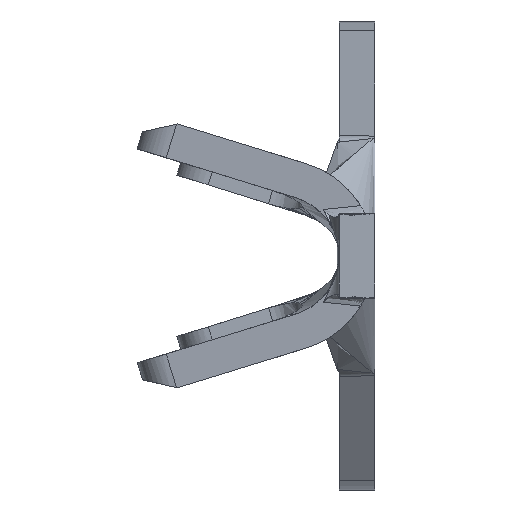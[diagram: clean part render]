
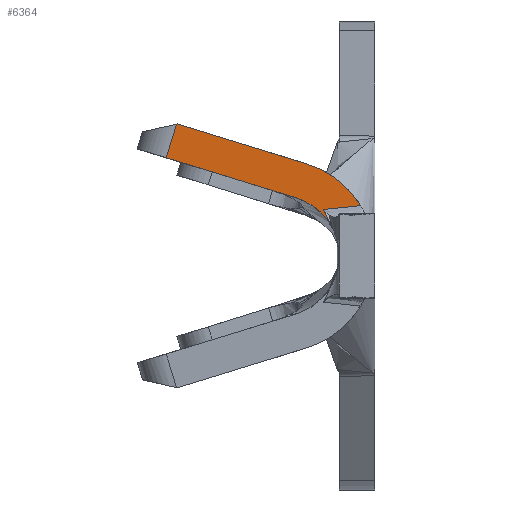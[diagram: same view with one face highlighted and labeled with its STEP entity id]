
A CAD part, left-side view. The second image highlights one B-rep face of the part: STEP entity #6364.
In plain terms, the highlighted planar face has unit normal (-0.996, 0.087, 0).
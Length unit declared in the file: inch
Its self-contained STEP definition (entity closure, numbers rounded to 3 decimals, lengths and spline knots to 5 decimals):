
#60 = CARTESIAN_POINT ( 'NONE',  ( -0.69308, 0.0219, 0.03704 ) ) ;
#195 = AXIS2_PLACEMENT_3D ( 'NONE', #5781, #3082, #6893 ) ;
#332 = EDGE_CURVE ( 'NONE', #1510, #1665, #2084, .T. ) ;
#557 = EDGE_CURVE ( 'NONE', #2283, #4006, #3135, .T. ) ;
#650 = ORIENTED_EDGE ( 'NONE', *, *, #4454, .F. ) ;
#670 = CARTESIAN_POINT ( 'NONE',  ( -0.69164, 0.03835, 0.03526 ) ) ;
#697 = CARTESIAN_POINT ( 'NONE',  ( -0.69333, 0.01913, 0.03728 ) ) ;
#702 = LINE ( 'NONE', #7163, #6300 ) ;
#851 = VERTEX_POINT ( 'NONE', #5686 ) ;
#871 = LINE ( 'NONE', #7321, #2524 ) ;
#1208 = CARTESIAN_POINT ( 'NONE',  ( -0.68186, 0.15023, 0.09988 ) ) ;
#1317 = CARTESIAN_POINT ( 'NONE',  ( -0.69382, 0.0135, 0.03775 ) ) ;
#1406 = CARTESIAN_POINT ( 'NONE',  ( -0.69222, 0.03181, 0.02048 ) ) ;
#1442 = EDGE_LOOP ( 'NONE', ( #650, #4099, #5584, #2990, #2704, #7438, #3457, #6506 ) ) ;
#1478 = CARTESIAN_POINT ( 'NONE',  ( -0.692, 0.03424, 0.02537 ) ) ;
#1510 = VERTEX_POINT ( 'NONE', #1208 ) ;
#1520 = CARTESIAN_POINT ( 'NONE',  ( -0.69049, 0.05152, 0.06977 ) ) ;
#1554 = DIRECTION ( 'NONE',  ( -0.083, -0.952, -0.293 ) ) ;
#1665 = VERTEX_POINT ( 'NONE', #2076 ) ;
#1783 = CARTESIAN_POINT ( 'NONE',  ( -0.6819, 0.14971, 0.1 ) ) ;
#1794 = CARTESIAN_POINT ( 'NONE',  ( -0.69172, 0.0375, 0.03193 ) ) ;
#1911 = CARTESIAN_POINT ( 'NONE',  ( -0.69178, 0.03684, 0.03545 ) ) ;
#2076 = CARTESIAN_POINT ( 'NONE',  ( -0.68117, 0.1581, 0.07433 ) ) ;
#2084 = LINE ( 'NONE', #3574, #3735 ) ;
#2283 = VERTEX_POINT ( 'NONE', #1520 ) ;
#2401 = DIRECTION ( 'NONE',  ( 0.083, 0.952, 0.293 ) ) ;
#2432 = B_SPLINE_CURVE_WITH_KNOTS ( 'NONE', 3,
 ( #1406, #1478, #2736, #6595 ),
 .UNSPECIFIED., .F., .F.,
 ( 4, 4 ),
 ( 0., 0.00042 ),
 .UNSPECIFIED. ) ;
#2524 = VECTOR ( 'NONE', #2957, 39.37008 ) ;
#2542 = CARTESIAN_POINT ( 'NONE',  ( -0.69217, 0.03233, 0.036 ) ) ;
#2636 = CARTESIAN_POINT ( 'NONE',  ( -0.692, 0.0343, 0.06447 ) ) ;
#2658 = CARTESIAN_POINT ( 'NONE',  ( -0.69049, 0.05152, 0.06977 ) ) ;
#2704 = ORIENTED_EDGE ( 'NONE', *, *, #3111, .F. ) ;
#2736 = CARTESIAN_POINT ( 'NONE',  ( -0.69179, 0.03668, 0.03026 ) ) ;
#2815 = VERTEX_POINT ( 'NONE', #1783 ) ;
#2904 = EDGE_CURVE ( 'NONE', #6761, #4006, #5089, .T. ) ;
#2957 = DIRECTION ( 'NONE',  ( -0.085, -0.971, 0.222 ) ) ;
#2961 = DIRECTION ( 'NONE',  ( 0.026, 0.294, -0.955 ) ) ;
#2990 = ORIENTED_EDGE ( 'NONE', *, *, #557, .F. ) ;
#3015 = EDGE_CURVE ( 'NONE', #5086, #6761, #2432, .T. ) ;
#3082 = DIRECTION ( 'NONE',  ( 0.996, -0.087, 0. ) ) ;
#3111 = EDGE_CURVE ( 'NONE', #2815, #2283, #702, .T. ) ;
#3135 =( BOUNDED_CURVE ( )  B_SPLINE_CURVE ( 3, ( #2658, #2636, #4934, #6532 ),
 .UNSPECIFIED., .F., .T. ) 
 B_SPLINE_CURVE_WITH_KNOTS ( ( 4, 4 ),
 ( 1.86948, 2.59351 ),
 .UNSPECIFIED. ) 
 CURVE ( )  GEOMETRIC_REPRESENTATION_ITEM ( )  RATIONAL_B_SPLINE_CURVE ( ( 1., 0.957, 0.957, 1. ) ) 
 REPRESENTATION_ITEM ( '' )  );
#3164 = CARTESIAN_POINT ( 'NONE',  ( -0.69257, 0.02781, 0.03649 ) ) ;
#3198 = VECTOR ( 'NONE', #2401, 39.37008 ) ;
#3457 = ORIENTED_EDGE ( 'NONE', *, *, #332, .T. ) ;
#3490 = CARTESIAN_POINT ( 'NONE',  ( -0.69222, 0.03181, 0.02048 ) ) ;
#3574 = CARTESIAN_POINT ( 'NONE',  ( -0.67809, 0.19331, -0.04003 ) ) ;
#3634 = CARTESIAN_POINT ( 'NONE',  ( -0.69222, 0.03181, 0.02048 ) ) ;
#3660 = CARTESIAN_POINT ( 'NONE',  ( -0.69087, 0.04725, 0.0402 ) ) ;
#3665 = FACE_OUTER_BOUND ( 'NONE', #1442, .T. ) ;
#3735 = VECTOR ( 'NONE', #2961, 39.37008 ) ;
#3784 = CARTESIAN_POINT ( 'NONE',  ( -0.69296, 0.02329, 0.03691 ) ) ;
#4006 = VERTEX_POINT ( 'NONE', #7388 ) ;
#4099 = ORIENTED_EDGE ( 'NONE', *, *, #3015, .T. ) ;
#4333 = CARTESIAN_POINT ( 'NONE',  ( -0.69321, 0.02051, 0.03716 ) ) ;
#4454 = EDGE_CURVE ( 'NONE', #5086, #851, #5521, .T. ) ;
#4699 = LINE ( 'NONE', #4731, #3198 ) ;
#4731 = CARTESIAN_POINT ( 'NONE',  ( -0.68983, 0.05905, 0.04384 ) ) ;
#4772 = EDGE_CURVE ( 'NONE', #1510, #2815, #871, .T. ) ;
#4774 = PLANE ( 'NONE',  #195 ) ;
#4861 = CARTESIAN_POINT ( 'NONE',  ( -0.69357, 0.01631, 0.03752 ) ) ;
#4934 = CARTESIAN_POINT ( 'NONE',  ( -0.69324, 0.02008, 0.05341 ) ) ;
#5086 = VERTEX_POINT ( 'NONE', #3490 ) ;
#5089 = B_SPLINE_CURVE_WITH_KNOTS ( 'NONE', 3,
 ( #6941, #670, #5371, #1911, #5898, #2542, #6434, #3164, #6961, #3784, #60, #4333, #697, #4861, #1317, #5396 ),
 .UNSPECIFIED., .F., .F.,
 ( 4, 3, 3, 3, 3, 4 ),
 ( 0.00009, 0.00015, 0.00033, 0.0005, 0.00061, 0.00082 ),
 .UNSPECIFIED. ) ;
#5296 = CARTESIAN_POINT ( 'NONE',  ( -0.69158, 0.03911, 0.03516 ) ) ;
#5371 = CARTESIAN_POINT ( 'NONE',  ( -0.69171, 0.0376, 0.03536 ) ) ;
#5396 = CARTESIAN_POINT ( 'NONE',  ( -0.69406, 0.01069, 0.03804 ) ) ;
#5515 = EDGE_CURVE ( 'NONE', #851, #1665, #4699, .T. ) ;
#5521 =( BOUNDED_CURVE ( )  B_SPLINE_CURVE ( 3, ( #3634, #1794, #3660, #7406 ),
 .UNSPECIFIED., .F., .T. ) 
 B_SPLINE_CURVE_WITH_KNOTS ( ( 4, 4 ),
 ( 3.603, 4.4137 ),
 .UNSPECIFIED. ) 
 CURVE ( )  GEOMETRIC_REPRESENTATION_ITEM ( )  RATIONAL_B_SPLINE_CURVE ( ( 1., 0.946, 0.946, 1. ) ) 
 REPRESENTATION_ITEM ( '' )  );
#5584 = ORIENTED_EDGE ( 'NONE', *, *, #2904, .T. ) ;
#5686 = CARTESIAN_POINT ( 'NONE',  ( -0.6898, 0.05946, 0.04396 ) ) ;
#5781 = CARTESIAN_POINT ( 'NONE',  ( -0.695, 0., -0.1 ) ) ;
#5898 = CARTESIAN_POINT ( 'NONE',  ( -0.69197, 0.03459, 0.03574 ) ) ;
#6300 = VECTOR ( 'NONE', #1554, 39.37008 ) ;
#6364 = ADVANCED_FACE ( 'NONE', ( #3665 ), #4774, .F. ) ;
#6434 = CARTESIAN_POINT ( 'NONE',  ( -0.69237, 0.03007, 0.03624 ) ) ;
#6506 = ORIENTED_EDGE ( 'NONE', *, *, #5515, .F. ) ;
#6532 = CARTESIAN_POINT ( 'NONE',  ( -0.69406, 0.01069, 0.03804 ) ) ;
#6595 = CARTESIAN_POINT ( 'NONE',  ( -0.69158, 0.03911, 0.03516 ) ) ;
#6761 = VERTEX_POINT ( 'NONE', #5296 ) ;
#6893 = DIRECTION ( 'NONE',  ( 0.087, 0.996, 0. ) ) ;
#6941 = CARTESIAN_POINT ( 'NONE',  ( -0.69158, 0.03911, 0.03516 ) ) ;
#6961 = CARTESIAN_POINT ( 'NONE',  ( -0.69276, 0.02555, 0.03671 ) ) ;
#7163 = CARTESIAN_POINT ( 'NONE',  ( -0.69052, 0.05116, 0.06966 ) ) ;
#7321 = CARTESIAN_POINT ( 'NONE',  ( -0.67971, 0.17476, 0.09427 ) ) ;
#7388 = CARTESIAN_POINT ( 'NONE',  ( -0.69406, 0.01069, 0.03804 ) ) ;
#7406 = CARTESIAN_POINT ( 'NONE',  ( -0.6898, 0.05946, 0.04396 ) ) ;
#7438 = ORIENTED_EDGE ( 'NONE', *, *, #4772, .F. ) ;
